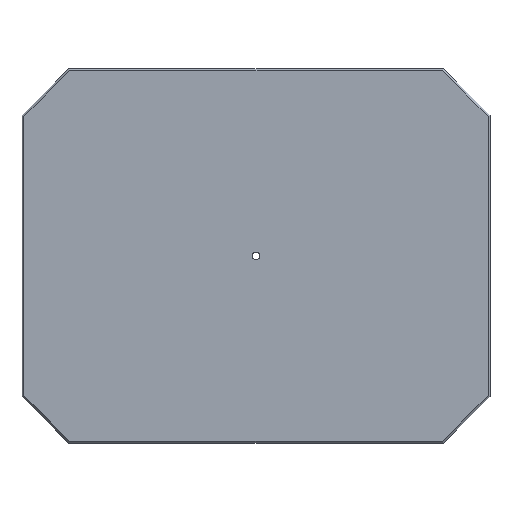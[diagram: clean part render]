
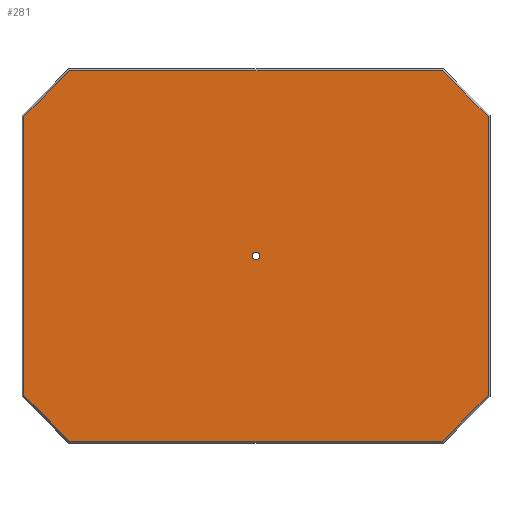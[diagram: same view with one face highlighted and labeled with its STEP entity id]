
A CAD part, top view. The second image highlights one B-rep face of the part: STEP entity #281.
In plain terms, the highlighted planar face has unit normal (0, 0, 1).
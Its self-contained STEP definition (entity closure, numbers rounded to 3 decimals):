
#127=VERTEX_POINT('',#349);
#151=EDGE_CURVE('',#205,#153,#375,.T.);
#153=VERTEX_POINT('',#377);
#169=EDGE_CURVE('',#227,#325,#396,.T.);
#181=EDGE_CURVE('',#231,#327,#408,.T.);
#193=EDGE_CURVE('',#251,#205,#421,.T.);
#205=VERTEX_POINT('',#433);
#217=EDGE_CURVE('',#277,#231,#446,.T.);
#221=EDGE_CURVE('',#325,#227,#450,.T.);
#227=VERTEX_POINT('',#457);
#231=VERTEX_POINT('',#461);
#241=EDGE_CURVE('',#313,#251,#473,.T.);
#251=VERTEX_POINT('',#484);
#269=EDGE_CURVE('',#127,#277,#505,.T.);
#277=VERTEX_POINT('',#514);
#281=ADVANCED_FACE('',(#519,#520),#521,.F.);
#297=EDGE_CURVE('',#327,#313,#538,.T.);
#313=VERTEX_POINT('',#557);
#325=VERTEX_POINT('',#571);
#327=VERTEX_POINT('',#573);
#329=EDGE_CURVE('',#153,#127,#575,.T.);
#349=CARTESIAN_POINT('',(-199.172,198.0,40.1));
#375=LINE('',#620,#621);
#377=CARTESIAN_POINT('',(-248.0,149.172,40.1));
#396=CIRCLE('',#651,4.19);
#408=LINE('',#670,#671);
#421=LINE('',#691,#692);
#433=CARTESIAN_POINT('',(-248.0,-149.172,40.1));
#446=LINE('',#731,#732);
#450=CIRCLE('',#739,4.19);
#457=CARTESIAN_POINT('',(4.19,0.0,40.1));
#461=CARTESIAN_POINT('',(248.0,149.172,40.1));
#473=LINE('',#767,#768);
#484=CARTESIAN_POINT('',(-199.172,-198.0,40.1));
#505=LINE('',#810,#811);
#514=CARTESIAN_POINT('',(199.172,198.0,40.1));
#519=FACE_BOUND('',#827,.T.);
#520=FACE_OUTER_BOUND('',#828,.T.);
#521=PLANE('',#829);
#538=LINE('',#853,#854);
#557=CARTESIAN_POINT('',(199.172,-198.0,40.1));
#571=CARTESIAN_POINT('',(-4.19,0.,40.1));
#573=CARTESIAN_POINT('',(248.0,-149.172,40.1));
#575=LINE('',#902,#903);
#620=CARTESIAN_POINT('',(-248.0,-150.0,40.1));
#621=VECTOR('',#933,1.0);
#651=AXIS2_PLACEMENT_3D('',#962,#963,#964);
#670=CARTESIAN_POINT('',(248.0,150.0,40.1));
#671=VECTOR('',#968,1.0);
#691=CARTESIAN_POINT('',(-198.586,-198.586,40.1));
#692=VECTOR('',#980,1.0);
#731=CARTESIAN_POINT('',(198.586,198.586,40.1));
#732=VECTOR('',#998,1.0);
#739=AXIS2_PLACEMENT_3D('',#1000,#1001,#1002);
#767=CARTESIAN_POINT('',(200.0,-198.0,40.1));
#768=VECTOR('',#1029,1.0);
#810=CARTESIAN_POINT('',(-200.0,198.0,40.1));
#811=VECTOR('',#1066,1.0);
#827=EDGE_LOOP('',(#1085,#1086));
#828=EDGE_LOOP('',(#1087,#1088,#1089,#1090,#1091,#1092,#1093,#1094));
#829=AXIS2_PLACEMENT_3D('',#1095,#1096,#1097);
#853=CARTESIAN_POINT('',(248.586,-148.586,40.1));
#854=VECTOR('',#1109,1.0);
#902=CARTESIAN_POINT('',(-248.586,148.586,40.1));
#903=VECTOR('',#1155,1.0);
#933=DIRECTION('',(0.0,1.0,0.0));
#962=CARTESIAN_POINT('',(0.0,0.,40.1));
#963=DIRECTION('',(0.0,0.0,-1.0));
#964=DIRECTION('',(1.0,0.0,0.0));
#968=DIRECTION('',(0.0,-1.0,0.0));
#980=DIRECTION('',(-0.707,0.707,0.0));
#998=DIRECTION('',(0.707,-0.707,0.0));
#1000=CARTESIAN_POINT('',(0.0,0.,40.1));
#1001=DIRECTION('',(0.0,0.0,-1.0));
#1002=DIRECTION('',(1.0,0.0,0.0));
#1029=DIRECTION('',(-1.0,0.0,0.0));
#1066=DIRECTION('',(1.0,0.0,0.0));
#1085=ORIENTED_EDGE('',*,*,#169,.T.);
#1086=ORIENTED_EDGE('',*,*,#221,.T.);
#1087=ORIENTED_EDGE('',*,*,#297,.F.);
#1088=ORIENTED_EDGE('',*,*,#181,.F.);
#1089=ORIENTED_EDGE('',*,*,#217,.F.);
#1090=ORIENTED_EDGE('',*,*,#269,.F.);
#1091=ORIENTED_EDGE('',*,*,#329,.F.);
#1092=ORIENTED_EDGE('',*,*,#151,.F.);
#1093=ORIENTED_EDGE('',*,*,#193,.F.);
#1094=ORIENTED_EDGE('',*,*,#241,.F.);
#1095=CARTESIAN_POINT('',(0.,0.,40.1));
#1096=DIRECTION('',(0.0,0.0,-1.0));
#1097=DIRECTION('',(1.0,0.0,0.0));
#1109=DIRECTION('',(-0.707,-0.707,0.0));
#1155=DIRECTION('',(0.707,0.707,0.0));
